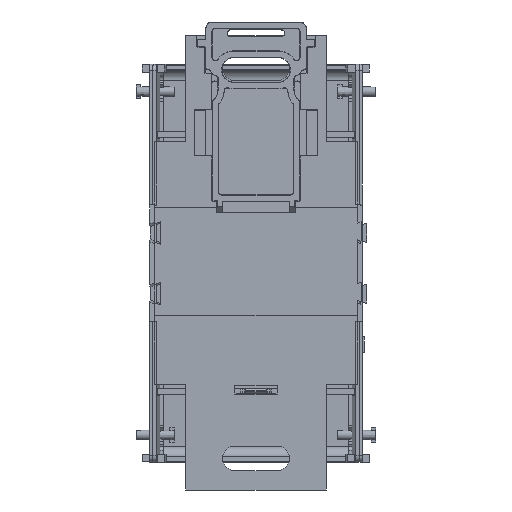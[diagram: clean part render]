
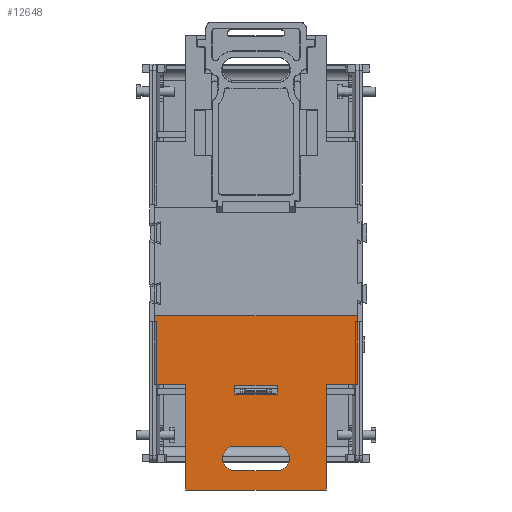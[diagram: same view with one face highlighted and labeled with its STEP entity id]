
A CAD part, front view. The second image highlights one B-rep face of the part: STEP entity #12648.
In plain terms, the highlighted planar face has unit normal (0, -1, 0).
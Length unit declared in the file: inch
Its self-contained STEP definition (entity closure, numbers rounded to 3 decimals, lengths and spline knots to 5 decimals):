
#687 = LINE ( 'NONE', #22411, #14371 ) ;
#825 = EDGE_CURVE ( 'NONE', #19007, #16280, #1528, .T. ) ;
#882 = VECTOR ( 'NONE', #7339, 39.37008 ) ;
#986 = ORIENTED_EDGE ( 'NONE', *, *, #13257, .F. ) ;
#1208 = LINE ( 'NONE', #3729, #1489 ) ;
#1489 = VECTOR ( 'NONE', #18334, 39.37008 ) ;
#1528 = CIRCLE ( 'NONE', #14105, 0.14961 ) ;
#1622 = EDGE_CURVE ( 'NONE', #19730, #18415, #25947, .T. ) ;
#1741 = VERTEX_POINT ( 'NONE', #11476 ) ;
#1944 = CARTESIAN_POINT ( 'NONE',  ( -0.26378, -0.60039, -1.61673 ) ) ;
#2057 = CARTESIAN_POINT ( 'NONE',  ( 1.25, -0.60039, -0.64961 ) ) ;
#2195 = PLANE ( 'NONE',  #18798 ) ;
#2713 = LINE ( 'NONE', #11285, #882 ) ;
#2788 = CARTESIAN_POINT ( 'NONE',  ( -1.25, -0.60039, -0.64961 ) ) ;
#2794 = DIRECTION ( 'NONE',  ( 1., 0., 0. ) ) ;
#2929 = DIRECTION ( 'NONE',  ( 0., 0., 1. ) ) ;
#3069 = LINE ( 'NONE', #22554, #6379 ) ;
#3558 = VECTOR ( 'NONE', #2929, 39.37008 ) ;
#3706 = DIRECTION ( 'NONE',  ( -1., 0., 0. ) ) ;
#3729 = CARTESIAN_POINT ( 'NONE',  ( 1.25, -0.60039, -1.61673 ) ) ;
#3811 = CARTESIAN_POINT ( 'NONE',  ( -0.26378, -0.60039, -2.25984 ) ) ;
#3874 = DIRECTION ( 'NONE',  ( -1., 0., 0. ) ) ;
#4451 = DIRECTION ( 'NONE',  ( 0., 1., 0. ) ) ;
#4971 = VECTOR ( 'NONE', #3706, 39.37008 ) ;
#5299 = CARTESIAN_POINT ( 'NONE',  ( 0.26378, -0.60039, -1.61673 ) ) ;
#5363 = VERTEX_POINT ( 'NONE', #23774 ) ;
#6036 = VECTOR ( 'NONE', #16917, 39.37008 ) ;
#6345 = EDGE_CURVE ( 'NONE', #26409, #19007, #10304, .T. ) ;
#6379 = VECTOR ( 'NONE', #2794, 39.37008 ) ;
#6608 = DIRECTION ( 'NONE',  ( 0., 0., 1. ) ) ;
#6636 = CARTESIAN_POINT ( 'NONE',  ( -0.26378, -0.60039, -2.40945 ) ) ;
#6828 = DIRECTION ( 'NONE',  ( 0., 0., 1. ) ) ;
#7113 = CARTESIAN_POINT ( 'NONE',  ( -0.86614, -0.60039, -2.79921 ) ) ;
#7339 = DIRECTION ( 'NONE',  ( 0., 0., -1. ) ) ;
#7755 = ORIENTED_EDGE ( 'NONE', *, *, #20683, .F. ) ;
#7785 = EDGE_LOOP ( 'NONE', ( #7755, #24747, #11378, #18732 ) ) ;
#7809 = EDGE_CURVE ( 'NONE', #5363, #26409, #14616, .T. ) ;
#7839 = ORIENTED_EDGE ( 'NONE', *, *, #13128, .F. ) ;
#7916 = LINE ( 'NONE', #8054, #4971 ) ;
#8030 = LINE ( 'NONE', #16607, #21494 ) ;
#8054 = CARTESIAN_POINT ( 'NONE',  ( 1.25, -0.60039, -1.5 ) ) ;
#8346 = CARTESIAN_POINT ( 'NONE',  ( 1.25, -0.60039, -2.25984 ) ) ;
#8401 = ORIENTED_EDGE ( 'NONE', *, *, #12399, .F. ) ;
#8421 = DIRECTION ( 'NONE',  ( 0., -1., 0. ) ) ;
#8714 = CARTESIAN_POINT ( 'NONE',  ( 0.26378, -0.60039, -0.64961 ) ) ;
#8879 = DIRECTION ( 'NONE',  ( 0., -1., 0. ) ) ;
#8930 = CARTESIAN_POINT ( 'NONE',  ( -0.26378, -0.60039, -1.50649 ) ) ;
#9571 = VECTOR ( 'NONE', #21320, 39.37008 ) ;
#9993 = ORIENTED_EDGE ( 'NONE', *, *, #15528, .F. ) ;
#10060 = ORIENTED_EDGE ( 'NONE', *, *, #24181, .F. ) ;
#10168 = CARTESIAN_POINT ( 'NONE',  ( 0.86614, -0.60039, -1.5 ) ) ;
#10304 = LINE ( 'NONE', #8346, #6036 ) ;
#10516 = LINE ( 'NONE', #19084, #9571 ) ;
#10667 = CARTESIAN_POINT ( 'NONE',  ( 0.26378, -0.60039, -2.40945 ) ) ;
#10705 = VERTEX_POINT ( 'NONE', #7113 ) ;
#11285 = CARTESIAN_POINT ( 'NONE',  ( 0.86614, -0.60039, -0.64961 ) ) ;
#11378 = ORIENTED_EDGE ( 'NONE', *, *, #21659, .F. ) ;
#11476 = CARTESIAN_POINT ( 'NONE',  ( -1.25, -0.60039, -1.5 ) ) ;
#12146 = VERTEX_POINT ( 'NONE', #2788 ) ;
#12313 = VERTEX_POINT ( 'NONE', #5299 ) ;
#12316 = VECTOR ( 'NONE', #23691, 39.37008 ) ;
#12399 = EDGE_CURVE ( 'NONE', #1741, #12146, #17817, .T. ) ;
#12648 = ADVANCED_FACE ( 'NONE', ( #17497, #21426, #15130 ), #2195, .F. ) ;
#12752 = EDGE_CURVE ( 'NONE', #12146, #23668, #20420, .T. ) ;
#13128 = EDGE_CURVE ( 'NONE', #23799, #13399, #2713, .T. ) ;
#13257 = EDGE_CURVE ( 'NONE', #13399, #10705, #8030, .T. ) ;
#13321 = EDGE_LOOP ( 'NONE', ( #9993, #986, #7839, #20929, #10060, #16721, #8401, #25713 ) ) ;
#13399 = VERTEX_POINT ( 'NONE', #26002 ) ;
#13520 = VECTOR ( 'NONE', #6608, 39.37008 ) ;
#13570 = CARTESIAN_POINT ( 'NONE',  ( 1.25, -0.60039, -1.5 ) ) ;
#14105 = AXIS2_PLACEMENT_3D ( 'NONE', #6636, #8879, #15630 ) ;
#14307 = CARTESIAN_POINT ( 'NONE',  ( 0.26378, -0.60039, -2.25984 ) ) ;
#14371 = VECTOR ( 'NONE', #22149, 39.37008 ) ;
#14616 = CIRCLE ( 'NONE', #23564, 0.14961 ) ;
#14768 = LINE ( 'NONE', #8714, #13520 ) ;
#14793 = ORIENTED_EDGE ( 'NONE', *, *, #18144, .F. ) ;
#14821 = DIRECTION ( 'NONE',  ( 0., 0., 1. ) ) ;
#14957 = CARTESIAN_POINT ( 'NONE',  ( -0.86614, -0.60039, -0.64961 ) ) ;
#15130 = FACE_BOUND ( 'NONE', #18480, .T. ) ;
#15528 = EDGE_CURVE ( 'NONE', #10705, #24100, #21670, .T. ) ;
#15630 = DIRECTION ( 'NONE',  ( 0., 0., 1. ) ) ;
#15952 = CARTESIAN_POINT ( 'NONE',  ( 1.25, -0.60039, -0.64961 ) ) ;
#16280 = VERTEX_POINT ( 'NONE', #16911 ) ;
#16381 = LINE ( 'NONE', #18621, #17200 ) ;
#16431 = CARTESIAN_POINT ( 'NONE',  ( -0.86614, -0.60039, -1.5 ) ) ;
#16475 = DIRECTION ( 'NONE',  ( -1., 0., 0. ) ) ;
#16607 = CARTESIAN_POINT ( 'NONE',  ( 1.25, -0.60039, -2.79921 ) ) ;
#16721 = ORIENTED_EDGE ( 'NONE', *, *, #12752, .F. ) ;
#16911 = CARTESIAN_POINT ( 'NONE',  ( -0.26378, -0.60039, -2.55906 ) ) ;
#16917 = DIRECTION ( 'NONE',  ( -1., 0., 0. ) ) ;
#17200 = VECTOR ( 'NONE', #3874, 39.37008 ) ;
#17497 = FACE_OUTER_BOUND ( 'NONE', #13321, .T. ) ;
#17635 = CARTESIAN_POINT ( 'NONE',  ( 1.25, -0.60039, -0.64961 ) ) ;
#17817 = LINE ( 'NONE', #24263, #3558 ) ;
#18144 = EDGE_CURVE ( 'NONE', #16280, #5363, #3069, .T. ) ;
#18334 = DIRECTION ( 'NONE',  ( 1., 0., 0. ) ) ;
#18415 = VERTEX_POINT ( 'NONE', #8930 ) ;
#18480 = EDGE_LOOP ( 'NONE', ( #23343, #26291, #20547, #14793 ) ) ;
#18621 = CARTESIAN_POINT ( 'NONE',  ( 1.25, -0.60039, -1.5 ) ) ;
#18732 = ORIENTED_EDGE ( 'NONE', *, *, #24274, .F. ) ;
#18798 = AXIS2_PLACEMENT_3D ( 'NONE', #2057, #4451, #6828 ) ;
#19007 = VERTEX_POINT ( 'NONE', #3811 ) ;
#19084 = CARTESIAN_POINT ( 'NONE',  ( 1.25, -0.60039, -0.64961 ) ) ;
#19674 = EDGE_CURVE ( 'NONE', #23692, #23799, #7916, .T. ) ;
#19730 = VERTEX_POINT ( 'NONE', #25044 ) ;
#20420 = LINE ( 'NONE', #15952, #21932 ) ;
#20547 = ORIENTED_EDGE ( 'NONE', *, *, #7809, .F. ) ;
#20683 = EDGE_CURVE ( 'NONE', #18415, #27628, #687, .T. ) ;
#20929 = ORIENTED_EDGE ( 'NONE', *, *, #19674, .F. ) ;
#21320 = DIRECTION ( 'NONE',  ( 0., 0., -1. ) ) ;
#21426 = FACE_BOUND ( 'NONE', #7785, .T. ) ;
#21494 = VECTOR ( 'NONE', #16475, 39.37008 ) ;
#21659 = EDGE_CURVE ( 'NONE', #12313, #19730, #14768, .T. ) ;
#21670 = LINE ( 'NONE', #14957, #24294 ) ;
#21932 = VECTOR ( 'NONE', #24501, 39.37008 ) ;
#22149 = DIRECTION ( 'NONE',  ( 0., 0., -1. ) ) ;
#22411 = CARTESIAN_POINT ( 'NONE',  ( -0.26378, -0.60039, -0.64961 ) ) ;
#22554 = CARTESIAN_POINT ( 'NONE',  ( 1.25, -0.60039, -2.55906 ) ) ;
#23343 = ORIENTED_EDGE ( 'NONE', *, *, #825, .F. ) ;
#23555 = CARTESIAN_POINT ( 'NONE',  ( 1.25, -0.60039, -1.50649 ) ) ;
#23564 = AXIS2_PLACEMENT_3D ( 'NONE', #10667, #8421, #23587 ) ;
#23587 = DIRECTION ( 'NONE',  ( 0., 0., 1. ) ) ;
#23668 = VERTEX_POINT ( 'NONE', #17635 ) ;
#23691 = DIRECTION ( 'NONE',  ( -1., 0., 0. ) ) ;
#23692 = VERTEX_POINT ( 'NONE', #13570 ) ;
#23774 = CARTESIAN_POINT ( 'NONE',  ( 0.26378, -0.60039, -2.55906 ) ) ;
#23799 = VERTEX_POINT ( 'NONE', #10168 ) ;
#24100 = VERTEX_POINT ( 'NONE', #16431 ) ;
#24181 = EDGE_CURVE ( 'NONE', #23668, #23692, #10516, .T. ) ;
#24263 = CARTESIAN_POINT ( 'NONE',  ( -1.25, -0.60039, -0.64961 ) ) ;
#24274 = EDGE_CURVE ( 'NONE', #27628, #12313, #1208, .T. ) ;
#24294 = VECTOR ( 'NONE', #14821, 39.37008 ) ;
#24304 = EDGE_CURVE ( 'NONE', #24100, #1741, #16381, .T. ) ;
#24501 = DIRECTION ( 'NONE',  ( 1., 0., 0. ) ) ;
#24747 = ORIENTED_EDGE ( 'NONE', *, *, #1622, .F. ) ;
#25044 = CARTESIAN_POINT ( 'NONE',  ( 0.26378, -0.60039, -1.50649 ) ) ;
#25713 = ORIENTED_EDGE ( 'NONE', *, *, #24304, .F. ) ;
#25947 = LINE ( 'NONE', #23555, #12316 ) ;
#26002 = CARTESIAN_POINT ( 'NONE',  ( 0.86614, -0.60039, -2.79921 ) ) ;
#26291 = ORIENTED_EDGE ( 'NONE', *, *, #6345, .F. ) ;
#26409 = VERTEX_POINT ( 'NONE', #14307 ) ;
#27628 = VERTEX_POINT ( 'NONE', #1944 ) ;
